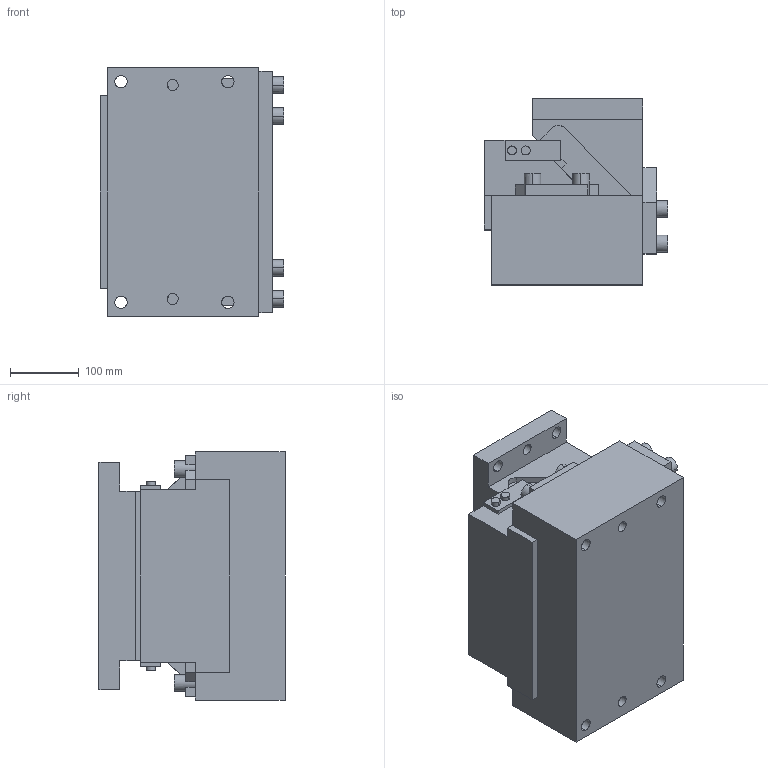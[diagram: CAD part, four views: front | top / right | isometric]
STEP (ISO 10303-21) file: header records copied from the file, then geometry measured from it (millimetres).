
FILE_DESCRIPTION(('CATIA V5 STEP Exchange'),'2;1');
FILE_NAME('CDCA_250_00_60.stp','2018-09-24T14:17:33+00:00',('none'),('none'),'CATIA Version 5 Release 20 GA (IN-10)','CATIA V5 STEP AP203','none');
FILE_SCHEMA(('CONFIG_CONTROL_DESIGN'));
Length unit declared in the file: millimetre
Products named in the file (1): CDCA_250_00_60
Bounding box: 266 x 270 x 360 mm (x, y, z)
Volume: 15927042.1 mm3; surface area: 999372 mm2
Topology: 3 solids, 7 shells, 243 faces, 644 edges, 429 vertices
Faces by surface type: plane 165, cylinder 74, cone 4
Entity records: 8052 total; most frequent: CARTESIAN_POINT 2151, ORIENTED_EDGE 1280, DIRECTION 1017, EDGE_CURVE 640, VECTOR 478, LINE 478, VERTEX_POINT 429, AXIS2_PLACEMENT_3D 331
